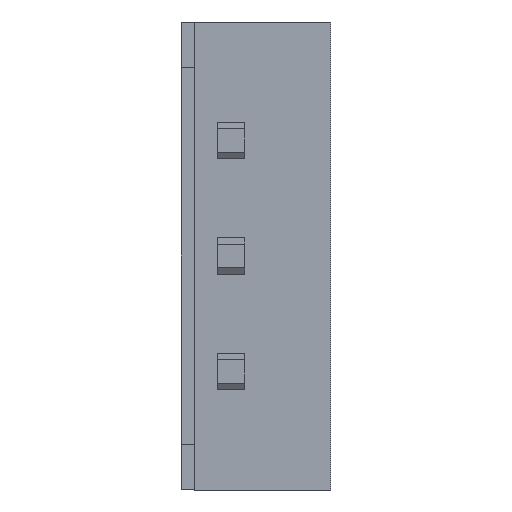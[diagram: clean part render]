
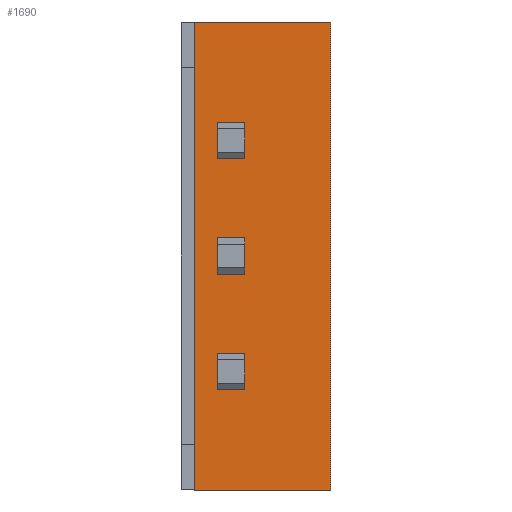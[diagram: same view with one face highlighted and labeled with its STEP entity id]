
A CAD part, front view. The second image highlights one B-rep face of the part: STEP entity #1690.
In plain terms, the highlighted planar face has unit normal (0, -1, 0).
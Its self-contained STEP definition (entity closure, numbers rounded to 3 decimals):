
#68=FACE_BOUND('',#160,.T.);
#69=FACE_BOUND('',#161,.T.);
#70=FACE_BOUND('',#162,.T.);
#88=FACE_OUTER_BOUND('',#159,.T.);
#159=EDGE_LOOP('',(#1082,#1083,#1084,#1085,#1086,#1087,#1088,#1089));
#160=EDGE_LOOP('',(#1090,#1091,#1092,#1093));
#161=EDGE_LOOP('',(#1094,#1095,#1096,#1097));
#162=EDGE_LOOP('',(#1098,#1099,#1100,#1101));
#254=LINE('',#2240,#449);
#257=LINE('',#2246,#452);
#258=LINE('',#2248,#453);
#259=LINE('',#2250,#454);
#260=LINE('',#2252,#455);
#261=LINE('',#2254,#456);
#262=LINE('',#2256,#457);
#263=LINE('',#2257,#458);
#264=LINE('',#2260,#459);
#265=LINE('',#2262,#460);
#266=LINE('',#2264,#461);
#267=LINE('',#2265,#462);
#268=LINE('',#2268,#463);
#269=LINE('',#2270,#464);
#270=LINE('',#2272,#465);
#271=LINE('',#2273,#466);
#272=LINE('',#2276,#467);
#273=LINE('',#2278,#468);
#274=LINE('',#2280,#469);
#275=LINE('',#2281,#470);
#449=VECTOR('',#1870,0.01);
#452=VECTOR('',#1875,10.28);
#453=VECTOR('',#1876,0.01);
#454=VECTOR('',#1877,3.);
#455=VECTOR('',#1878,10.3);
#456=VECTOR('',#1879,3.);
#457=VECTOR('',#1880,0.01);
#458=VECTOR('',#1881,0.01);
#459=VECTOR('',#1882,0.6);
#460=VECTOR('',#1883,0.8);
#461=VECTOR('',#1884,0.6);
#462=VECTOR('',#1885,0.8);
#463=VECTOR('',#1886,0.6);
#464=VECTOR('',#1887,0.8);
#465=VECTOR('',#1888,0.6);
#466=VECTOR('',#1889,0.8);
#467=VECTOR('',#1890,0.6);
#468=VECTOR('',#1891,0.8);
#469=VECTOR('',#1892,0.6);
#470=VECTOR('',#1893,0.8);
#644=VERTEX_POINT('',#2237);
#645=VERTEX_POINT('',#2239);
#647=VERTEX_POINT('',#2245);
#648=VERTEX_POINT('',#2247);
#649=VERTEX_POINT('',#2249);
#650=VERTEX_POINT('',#2251);
#651=VERTEX_POINT('',#2253);
#652=VERTEX_POINT('',#2255);
#653=VERTEX_POINT('',#2258);
#654=VERTEX_POINT('',#2259);
#655=VERTEX_POINT('',#2261);
#656=VERTEX_POINT('',#2263);
#657=VERTEX_POINT('',#2266);
#658=VERTEX_POINT('',#2267);
#659=VERTEX_POINT('',#2269);
#660=VERTEX_POINT('',#2271);
#661=VERTEX_POINT('',#2274);
#662=VERTEX_POINT('',#2275);
#663=VERTEX_POINT('',#2277);
#664=VERTEX_POINT('',#2279);
#835=EDGE_CURVE('',#644,#645,#254,.T.);
#838=EDGE_CURVE('',#645,#647,#257,.T.);
#839=EDGE_CURVE('',#648,#644,#258,.T.);
#840=EDGE_CURVE('',#649,#648,#259,.T.);
#841=EDGE_CURVE('',#650,#649,#260,.T.);
#842=EDGE_CURVE('',#651,#650,#261,.T.);
#843=EDGE_CURVE('',#651,#652,#262,.T.);
#844=EDGE_CURVE('',#652,#647,#263,.T.);
#845=EDGE_CURVE('',#653,#654,#264,.T.);
#846=EDGE_CURVE('',#654,#655,#265,.T.);
#847=EDGE_CURVE('',#656,#655,#266,.T.);
#848=EDGE_CURVE('',#653,#656,#267,.T.);
#849=EDGE_CURVE('',#657,#658,#268,.T.);
#850=EDGE_CURVE('',#658,#659,#269,.T.);
#851=EDGE_CURVE('',#660,#659,#270,.T.);
#852=EDGE_CURVE('',#657,#660,#271,.T.);
#853=EDGE_CURVE('',#661,#662,#272,.T.);
#854=EDGE_CURVE('',#662,#663,#273,.T.);
#855=EDGE_CURVE('',#664,#663,#274,.T.);
#856=EDGE_CURVE('',#661,#664,#275,.T.);
#1082=ORIENTED_EDGE('',*,*,#838,.F.);
#1083=ORIENTED_EDGE('',*,*,#835,.F.);
#1084=ORIENTED_EDGE('',*,*,#839,.F.);
#1085=ORIENTED_EDGE('',*,*,#840,.F.);
#1086=ORIENTED_EDGE('',*,*,#841,.F.);
#1087=ORIENTED_EDGE('',*,*,#842,.F.);
#1088=ORIENTED_EDGE('',*,*,#843,.T.);
#1089=ORIENTED_EDGE('',*,*,#844,.T.);
#1090=ORIENTED_EDGE('',*,*,#845,.T.);
#1091=ORIENTED_EDGE('',*,*,#846,.T.);
#1092=ORIENTED_EDGE('',*,*,#847,.F.);
#1093=ORIENTED_EDGE('',*,*,#848,.F.);
#1094=ORIENTED_EDGE('',*,*,#849,.T.);
#1095=ORIENTED_EDGE('',*,*,#850,.T.);
#1096=ORIENTED_EDGE('',*,*,#851,.F.);
#1097=ORIENTED_EDGE('',*,*,#852,.F.);
#1098=ORIENTED_EDGE('',*,*,#853,.T.);
#1099=ORIENTED_EDGE('',*,*,#854,.T.);
#1100=ORIENTED_EDGE('',*,*,#855,.F.);
#1101=ORIENTED_EDGE('',*,*,#856,.F.);
#1561=PLANE('',#1775);
#1690=ADVANCED_FACE('',(#88,#68,#69,#70),#1561,.F.);
#1775=AXIS2_PLACEMENT_3D('',#2244,#1873,#1874);
#1870=DIRECTION('',(-1.,0.,0.));
#1873=DIRECTION('center_axis',(0.,1.,0.));
#1874=DIRECTION('ref_axis',(0.,0.,1.));
#1875=DIRECTION('',(0.,0.,1.));
#1876=DIRECTION('',(0.,0.,1.));
#1877=DIRECTION('',(-1.,0.,0.));
#1878=DIRECTION('',(0.,0.,-1.));
#1879=DIRECTION('',(1.,0.,0.));
#1880=DIRECTION('',(0.,0.,-1.));
#1881=DIRECTION('',(-1.,0.,0.));
#1882=DIRECTION('',(-1.,0.,0.));
#1883=DIRECTION('',(0.,0.,1.));
#1884=DIRECTION('',(-1.,0.,0.));
#1885=DIRECTION('',(0.,0.,1.));
#1886=DIRECTION('',(-1.,0.,0.));
#1887=DIRECTION('',(0.,0.,1.));
#1888=DIRECTION('',(-1.,0.,0.));
#1889=DIRECTION('',(0.,0.,1.));
#1890=DIRECTION('',(-1.,0.,0.));
#1891=DIRECTION('',(0.,0.,1.));
#1892=DIRECTION('',(-1.,0.,0.));
#1893=DIRECTION('',(0.,0.,1.));
#2237=CARTESIAN_POINT('',(0.3,-7.6,-5.14));
#2239=CARTESIAN_POINT('',(0.29,-7.6,-5.14));
#2240=CARTESIAN_POINT('',(0.3,-7.6,-5.14));
#2244=CARTESIAN_POINT('Origin',(0.3,-7.6,5.14));
#2245=CARTESIAN_POINT('',(0.29,-7.6,5.14));
#2246=CARTESIAN_POINT('',(0.29,-7.6,-5.14));
#2247=CARTESIAN_POINT('',(0.3,-7.6,-5.15));
#2248=CARTESIAN_POINT('',(0.3,-7.6,-5.15));
#2249=CARTESIAN_POINT('',(3.3,-7.6,-5.15));
#2250=CARTESIAN_POINT('',(3.3,-7.6,-5.15));
#2251=CARTESIAN_POINT('',(3.3,-7.6,5.15));
#2252=CARTESIAN_POINT('',(3.3,-7.6,5.15));
#2253=CARTESIAN_POINT('',(0.3,-7.6,5.15));
#2254=CARTESIAN_POINT('',(0.3,-7.6,5.15));
#2255=CARTESIAN_POINT('',(0.3,-7.6,5.14));
#2256=CARTESIAN_POINT('',(0.3,-7.6,5.15));
#2257=CARTESIAN_POINT('',(0.3,-7.6,5.14));
#2258=CARTESIAN_POINT('',(1.405,-7.6,-2.94));
#2259=CARTESIAN_POINT('',(0.805,-7.6,-2.94));
#2260=CARTESIAN_POINT('',(1.405,-7.6,-2.94));
#2261=CARTESIAN_POINT('',(0.805,-7.6,-2.14));
#2262=CARTESIAN_POINT('',(0.805,-7.6,-2.94));
#2263=CARTESIAN_POINT('',(1.405,-7.6,-2.14));
#2264=CARTESIAN_POINT('',(1.405,-7.6,-2.14));
#2265=CARTESIAN_POINT('',(1.405,-7.6,-2.94));
#2266=CARTESIAN_POINT('',(1.405,-7.6,2.14));
#2267=CARTESIAN_POINT('',(0.805,-7.6,2.14));
#2268=CARTESIAN_POINT('',(1.405,-7.6,2.14));
#2269=CARTESIAN_POINT('',(0.805,-7.6,2.94));
#2270=CARTESIAN_POINT('',(0.805,-7.6,2.14));
#2271=CARTESIAN_POINT('',(1.405,-7.6,2.94));
#2272=CARTESIAN_POINT('',(1.405,-7.6,2.94));
#2273=CARTESIAN_POINT('',(1.405,-7.6,2.14));
#2274=CARTESIAN_POINT('',(1.405,-7.6,-0.4));
#2275=CARTESIAN_POINT('',(0.805,-7.6,-0.4));
#2276=CARTESIAN_POINT('',(1.405,-7.6,-0.4));
#2277=CARTESIAN_POINT('',(0.805,-7.6,0.4));
#2278=CARTESIAN_POINT('',(0.805,-7.6,-0.4));
#2279=CARTESIAN_POINT('',(1.405,-7.6,0.4));
#2280=CARTESIAN_POINT('',(1.405,-7.6,0.4));
#2281=CARTESIAN_POINT('',(1.405,-7.6,-0.4));
